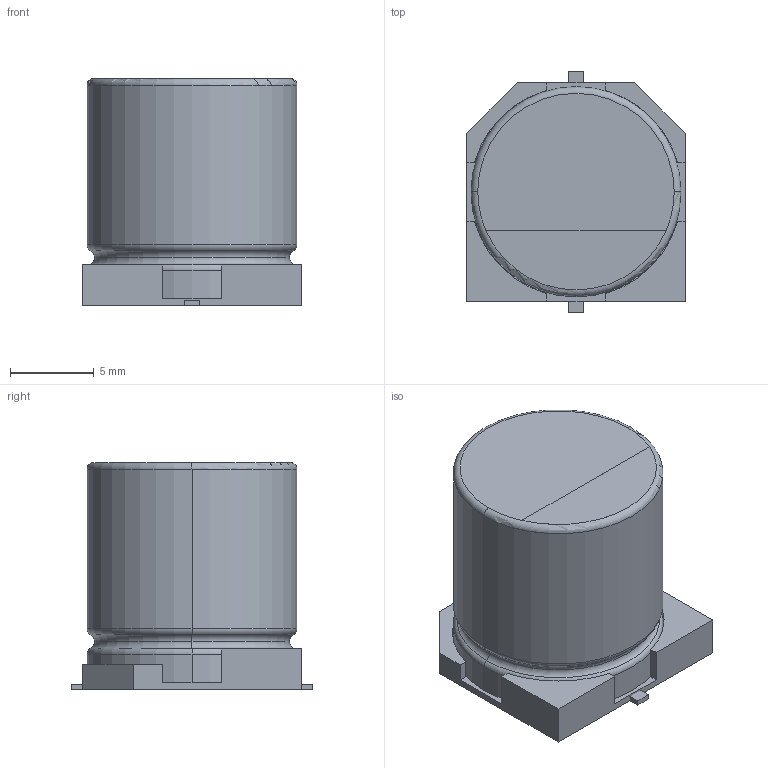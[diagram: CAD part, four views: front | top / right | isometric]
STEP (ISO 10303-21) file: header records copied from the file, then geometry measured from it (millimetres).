
FILE_DESCRIPTION (( 'STEP AP214' ), '1' );
FILE_NAME ('CAP-SMD_D12.5-L13.0-W13.0-H13.5.step', '2022-07-01T06:31:36', ( '' ), ( '' ), 'SwSTEP 2.0', 'SolidWorks 2020', '' );
FILE_SCHEMA (( 'AUTOMOTIVE_DESIGN' ));
Length unit declared in the file: millimetre
Products named in the file (1): CAP-SMD_D12.5-L13.0-W13.0-H13.5
Bounding box: 13 x 14.3 x 13.51 mm (x, y, z)
Volume: 1712.5 mm3; surface area: 982.5 mm2
Topology: 3 solids, 3 shells, 278 faces, 742 edges, 490 vertices
Faces by surface type: plane 161, bspline 98, torus 10, cylinder 9
Entity records: 12213 total; most frequent: CARTESIAN_POINT 2817, ORIENTED_EDGE 1484, DIRECTION 941, EDGE_CURVE 742, VECTOR 505, LINE 505, VERTEX_POINT 490, EDGE_LOOP 298
